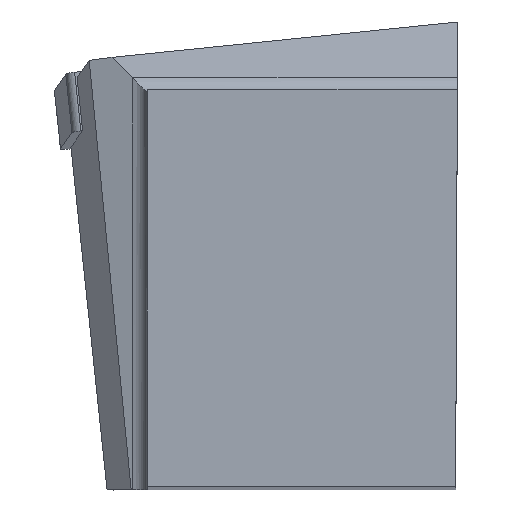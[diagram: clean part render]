
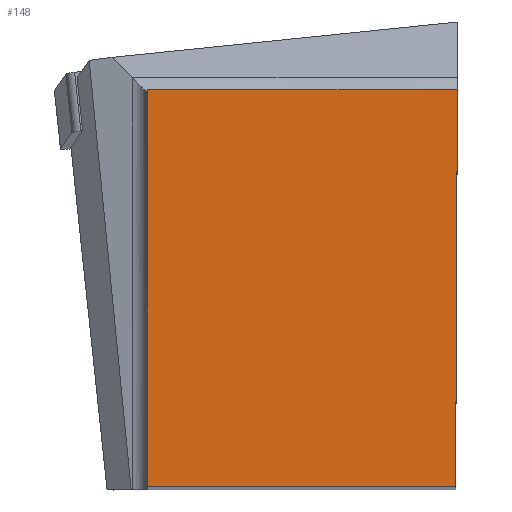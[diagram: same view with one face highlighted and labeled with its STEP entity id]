
A CAD part, top view. The second image highlights one B-rep face of the part: STEP entity #148.
In plain terms, the highlighted planar face has unit normal (0, 0, 1).
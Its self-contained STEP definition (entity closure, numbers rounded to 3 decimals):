
#119=FACE_OUTER_BOUND('',#328,.T.);
#148=ADVANCED_FACE('SHANK_FACE_BACK',(#119),#174,.F.);
#174=PLANE('',#726);
#215=LINE('',#1079,#272);
#223=LINE('',#1098,#280);
#229=LINE('',#1109,#286);
#230=LINE('',#1111,#287);
#272=VECTOR('',#838,1.);
#280=VECTOR('',#852,1.);
#286=VECTOR('',#864,1.);
#287=VECTOR('',#865,1.);
#328=EDGE_LOOP('',(#437,#438,#439,#440));
#437=ORIENTED_EDGE('',*,*,#600,.F.);
#438=ORIENTED_EDGE('',*,*,#584,.T.);
#439=ORIENTED_EDGE('',*,*,#594,.T.);
#440=ORIENTED_EDGE('',*,*,#601,.F.);
#524=VERTEX_POINT('',#1078);
#525=VERTEX_POINT('',#1080);
#532=VERTEX_POINT('',#1097);
#535=VERTEX_POINT('',#1110);
#584=EDGE_CURVE('',#525,#524,#215,.T.);
#594=EDGE_CURVE('',#524,#532,#223,.T.);
#600=EDGE_CURVE('',#525,#535,#229,.T.);
#601=EDGE_CURVE('',#535,#532,#230,.T.);
#726=AXIS2_PLACEMENT_3D('',#1112,#866,#867);
#838=DIRECTION('',(1.,0.,0.));
#852=DIRECTION('',(0.004,1.,0.));
#864=DIRECTION('',(0.,1.,0.));
#865=DIRECTION('',(1.,0.,0.));
#866=DIRECTION('',(0.,0.,-1.));
#867=DIRECTION('',(-0.995,-0.105,0.));
#1078=CARTESIAN_POINT('',(-0.139,0.,0.));
#1079=CARTESIAN_POINT('',(-35.441,0.,0.));
#1080=CARTESIAN_POINT('',(-24.875,0.,0.));
#1097=CARTESIAN_POINT('',(0.,31.85,0.));
#1098=CARTESIAN_POINT('',(-0.973,-191.232,0.));
#1109=CARTESIAN_POINT('',(-24.875,-7.092,0.));
#1110=CARTESIAN_POINT('',(-24.875,31.85,0.));
#1111=CARTESIAN_POINT('',(-35.441,31.85,0.));
#1112=CARTESIAN_POINT('',(0.,0.,0.));
